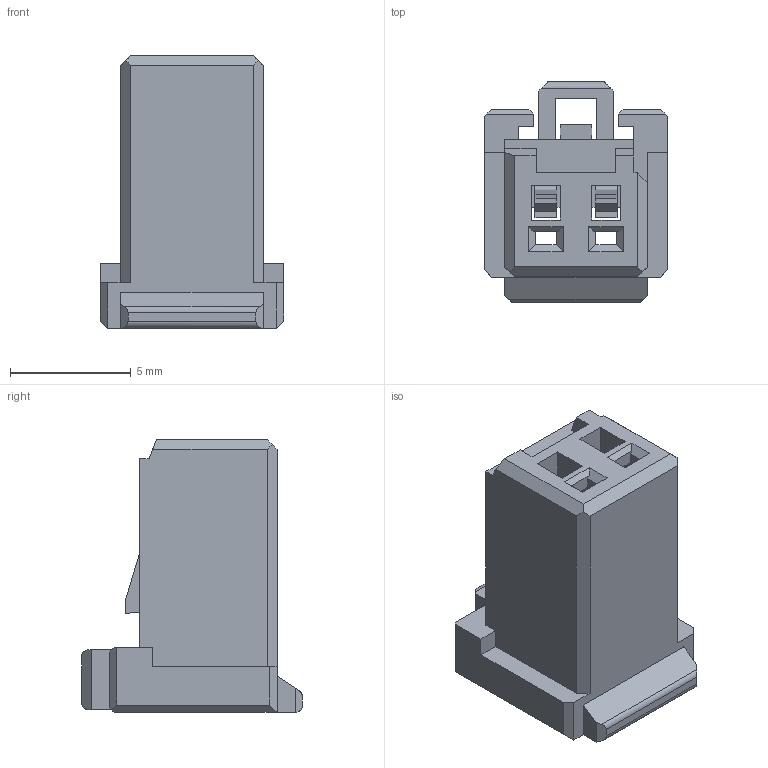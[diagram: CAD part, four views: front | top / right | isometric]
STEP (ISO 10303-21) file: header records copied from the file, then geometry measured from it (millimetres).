
FILE_DESCRIPTION( ('This file contains a STEP AP42 implementation' ,'as created by ZW3D STEP Interface translator.') ,'2;1' );
FILE_NAME( 'WD2500-1H02B001.stp' ,'2312 5.1038 9', (''), ('ZWCAD Software Co.'), 'Version 1.0', 'ZW3D to STEP translator', '' );
FILE_SCHEMA(('AUTOMOTIVE_DESIGN { 1 0 10303 214 1 1 1 1 }'));
Length unit declared in the file: millimetre
Products named in the file (2): 0; WD2500-1H02B001
Bounding box: 7.6 x 9.15 x 11.3 mm (x, y, z)
Volume: 281.6 mm3; surface area: 738.5 mm2
Topology: 1 solids, 1 shells, 200 faces, 544 edges, 345 vertices
Faces by surface type: plane 193, cylinder 7
Entity records: 6381 total; most frequent: CARTESIAN_POINT 1129, ORIENTED_EDGE 1088, DIRECTION 943, EDGE_CURVE 544, VECTOR 529, LINE 529, VERTEX_POINT 345, EDGE_LOOP 209
